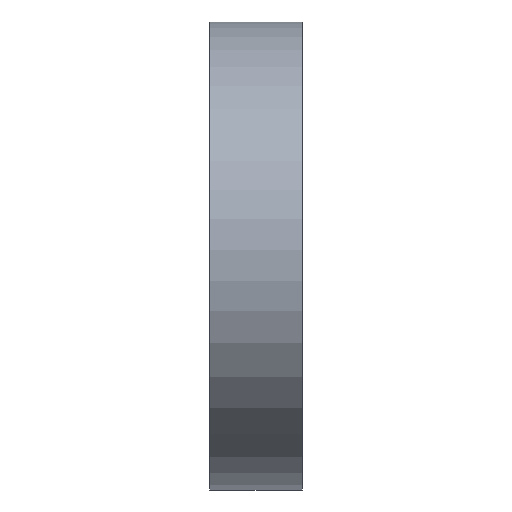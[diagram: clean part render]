
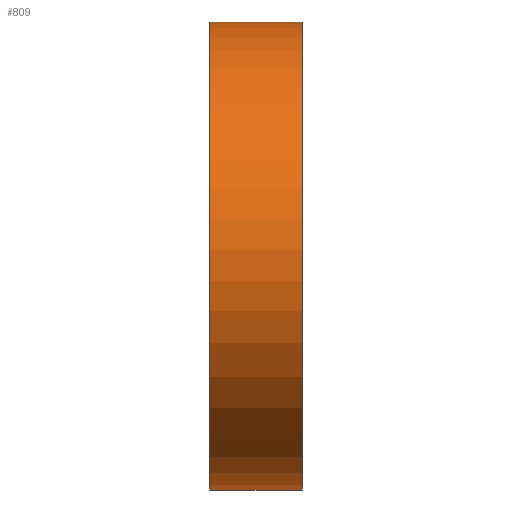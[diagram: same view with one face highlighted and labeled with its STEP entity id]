
A CAD part, left-side view. The second image highlights one B-rep face of the part: STEP entity #809.
In plain terms, the highlighted free-form (B-spline) face has degree [1, 2] with [2, 5] control points.
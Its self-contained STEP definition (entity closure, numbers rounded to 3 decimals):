
#16=(
BOUNDED_SURFACE()
B_SPLINE_SURFACE(1,2,((#1428,#1429,#1430,#1431,#1432),(#1433,#1434,#1435,
#1436,#1437)),.UNSPECIFIED.,.F.,.F.,.F.)
B_SPLINE_SURFACE_WITH_KNOTS((2,2),(3,2,3),(0.,0.344),(-1.571,
-0.006,1.56),.UNSPECIFIED.)
GEOMETRIC_REPRESENTATION_ITEM()
RATIONAL_B_SPLINE_SURFACE(((1.,0.709,1.,0.709,1.),
(1.,0.709,1.,0.709,1.)))
REPRESENTATION_ITEM('')
SURFACE()
);
#18=ELLIPSE('',#853,52.376,45.5);
#20=ELLIPSE('',#920,52.376,45.5);
#76=FACE_OUTER_BOUND('',#121,.T.);
#121=EDGE_LOOP('',(#695,#696,#697,#698));
#154=LINE('',#1315,#216);
#186=LINE('',#1440,#248);
#216=VECTOR('',#1047,10.);
#248=VECTOR('',#1175,10.);
#337=VERTEX_POINT('',#1256);
#338=VERTEX_POINT('',#1258);
#358=VERTEX_POINT('',#1314);
#383=VERTEX_POINT('',#1438);
#419=EDGE_CURVE('',#337,#338,#18,.T.);
#447=EDGE_CURVE('',#358,#338,#154,.T.);
#500=EDGE_CURVE('',#383,#358,#20,.T.);
#501=EDGE_CURVE('',#383,#337,#186,.T.);
#695=ORIENTED_EDGE('',*,*,#500,.T.);
#696=ORIENTED_EDGE('',*,*,#447,.T.);
#697=ORIENTED_EDGE('',*,*,#419,.F.);
#698=ORIENTED_EDGE('',*,*,#501,.F.);
#809=ADVANCED_FACE('',(#76),#16,.F.);
#853=AXIS2_PLACEMENT_3D('',#1259,#991,#992);
#920=AXIS2_PLACEMENT_3D('',#1439,#1173,#1174);
#991=DIRECTION('center_axis',(0.,1.,0.));
#992=DIRECTION('ref_axis',(-1.,0.,0.));
#1047=DIRECTION('',(0.,1.,0.));
#1173=DIRECTION('center_axis',(0.,1.,0.));
#1174=DIRECTION('ref_axis',(-1.,0.,0.));
#1175=DIRECTION('',(0.,1.,0.));
#1256=CARTESIAN_POINT('',(94.189,18.,-106.569));
#1258=CARTESIAN_POINT('',(93.612,18.,-15.572));
#1259=CARTESIAN_POINT('Origin',(94.189,18.,-61.069));
#1314=CARTESIAN_POINT('',(93.612,0.,-15.572));
#1315=CARTESIAN_POINT('',(93.612,0.,-15.572));
#1428=CARTESIAN_POINT('Ctrl Pts',(94.189,0.,-106.569));
#1429=CARTESIAN_POINT('Ctrl Pts',(42.101,0.,-106.569));
#1430=CARTESIAN_POINT('Ctrl Pts',(41.814,0.,-61.32));
#1431=CARTESIAN_POINT('Ctrl Pts',(41.526,0.,-16.071));
#1432=CARTESIAN_POINT('Ctrl Pts',(93.612,0.,-15.572));
#1433=CARTESIAN_POINT('Ctrl Pts',(94.189,18.,-106.569));
#1434=CARTESIAN_POINT('Ctrl Pts',(42.101,18.,-106.569));
#1435=CARTESIAN_POINT('Ctrl Pts',(41.814,18.,-61.32));
#1436=CARTESIAN_POINT('Ctrl Pts',(41.526,18.,-16.071));
#1437=CARTESIAN_POINT('Ctrl Pts',(93.612,18.,-15.572));
#1438=CARTESIAN_POINT('',(94.189,0.,-106.569));
#1439=CARTESIAN_POINT('Origin',(94.189,0.,-61.069));
#1440=CARTESIAN_POINT('',(94.189,0.,-106.569));
